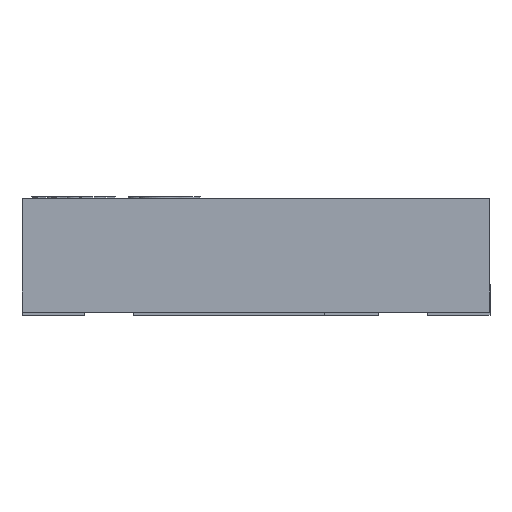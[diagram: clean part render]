
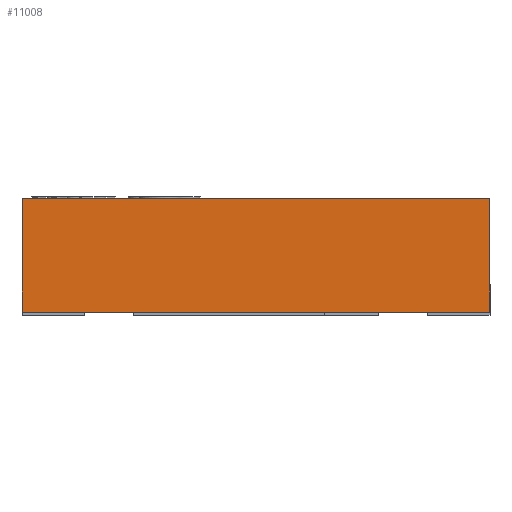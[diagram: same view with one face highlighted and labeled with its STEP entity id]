
A CAD part, left-side view. The second image highlights one B-rep face of the part: STEP entity #11008.
In plain terms, the highlighted planar face has unit normal (-1, 0, 0).
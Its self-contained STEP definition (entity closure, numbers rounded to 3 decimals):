
#55 = VECTOR ( 'NONE', #11285, 1000. ) ;
#196 = VERTEX_POINT ( 'NONE', #9184 ) ;
#617 = FACE_OUTER_BOUND ( 'NONE', #4269, .T. ) ;
#901 = VERTEX_POINT ( 'NONE', #12338 ) ;
#1578 = EDGE_CURVE ( 'NONE', #901, #10419, #15399, .T. ) ;
#2164 = CARTESIAN_POINT ( 'NONE',  ( -1.5, 1.5, 0.73 ) ) ;
#3928 = VECTOR ( 'NONE', #10500, 1000. ) ;
#4269 = EDGE_LOOP ( 'NONE', ( #13636, #11129, #7121, #16707 ) ) ;
#5010 = DIRECTION ( 'NONE',  ( 1., 0., 0. ) ) ;
#5340 = LINE ( 'NONE', #9194, #8464 ) ;
#7121 = ORIENTED_EDGE ( 'NONE', *, *, #8991, .F. ) ;
#8464 = VECTOR ( 'NONE', #14154, 1000. ) ;
#8556 = VERTEX_POINT ( 'NONE', #10576 ) ;
#8875 = DIRECTION ( 'NONE',  ( 0., 0., -1. ) ) ;
#8991 = EDGE_CURVE ( 'NONE', #196, #901, #5340, .T. ) ;
#9125 = CARTESIAN_POINT ( 'NONE',  ( -1.5, -1.5, 0.73 ) ) ;
#9184 = CARTESIAN_POINT ( 'NONE',  ( -1.5, 1.5, 0.73 ) ) ;
#9194 = CARTESIAN_POINT ( 'NONE',  ( -1.5, -1.5, 0.73 ) ) ;
#10415 = LINE ( 'NONE', #12873, #3928 ) ;
#10419 = VERTEX_POINT ( 'NONE', #15165 ) ;
#10500 = DIRECTION ( 'NONE',  ( 0., -1., 0. ) ) ;
#10576 = CARTESIAN_POINT ( 'NONE',  ( -1.5, 1.5, 0. ) ) ;
#11008 = ADVANCED_FACE ( 'NONE', ( #617 ), #11107, .F. ) ;
#11107 = PLANE ( 'NONE',  #11492 ) ;
#11129 = ORIENTED_EDGE ( 'NONE', *, *, #1578, .F. ) ;
#11285 = DIRECTION ( 'NONE',  ( 0., 0., -1. ) ) ;
#11492 = AXIS2_PLACEMENT_3D ( 'NONE', #9125, #5010, #8875 ) ;
#11575 = VECTOR ( 'NONE', #12788, 1000. ) ;
#12338 = CARTESIAN_POINT ( 'NONE',  ( -1.5, -1.5, 0.73 ) ) ;
#12788 = DIRECTION ( 'NONE',  ( 0., 0., -1. ) ) ;
#12873 = CARTESIAN_POINT ( 'NONE',  ( -1.5, -1.5, 0. ) ) ;
#13636 = ORIENTED_EDGE ( 'NONE', *, *, #15514, .T. ) ;
#14108 = CARTESIAN_POINT ( 'NONE',  ( -1.5, -1.5, 0.73 ) ) ;
#14154 = DIRECTION ( 'NONE',  ( 0., -1., 0. ) ) ;
#15165 = CARTESIAN_POINT ( 'NONE',  ( -1.5, -1.5, 0. ) ) ;
#15399 = LINE ( 'NONE', #14108, #55 ) ;
#15460 = EDGE_CURVE ( 'NONE', #196, #8556, #16653, .T. ) ;
#15514 = EDGE_CURVE ( 'NONE', #8556, #10419, #10415, .T. ) ;
#16653 = LINE ( 'NONE', #2164, #11575 ) ;
#16707 = ORIENTED_EDGE ( 'NONE', *, *, #15460, .T. ) ;
